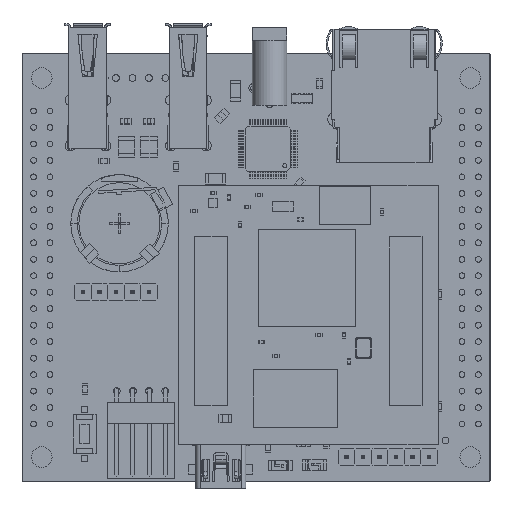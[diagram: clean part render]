
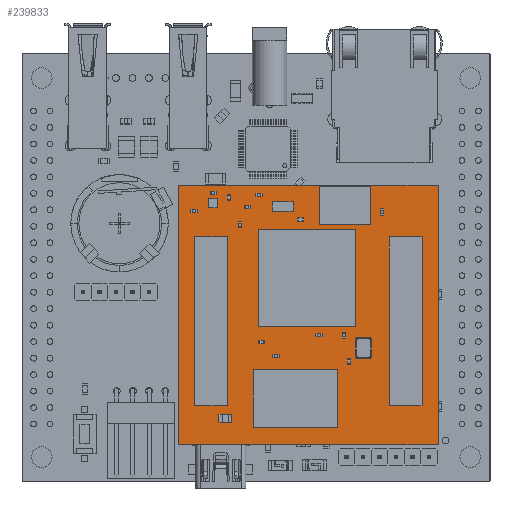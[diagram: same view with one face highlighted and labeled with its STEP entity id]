
A CAD part, top view. The second image highlights one B-rep face of the part: STEP entity #239833.
In plain terms, the highlighted planar face has unit normal (0, 0, 1).
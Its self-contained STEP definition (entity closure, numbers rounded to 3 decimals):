
#239519 = VERTEX_POINT('',#239520);
#239520 = CARTESIAN_POINT('',(0.,0.,1.537));
#239527 = PLANE('',#239528);
#239528 = AXIS2_PLACEMENT_3D('',#239529,#239530,#239531);
#239529 = CARTESIAN_POINT('',(0.,0.,0.));
#239530 = DIRECTION('',(0.,1.,0.));
#239531 = DIRECTION('',(1.,0.,0.));
#239539 = PLANE('',#239540);
#239540 = AXIS2_PLACEMENT_3D('',#239541,#239542,#239543);
#239541 = CARTESIAN_POINT('',(0.,40.,0.));
#239542 = DIRECTION('',(1.,0.,0.));
#239543 = DIRECTION('',(0.,-1.,0.));
#239551 = EDGE_CURVE('',#239519,#239552,#239554,.T.);
#239552 = VERTEX_POINT('',#239553);
#239553 = CARTESIAN_POINT('',(40.,0.,1.537));
#239554 = SURFACE_CURVE('',#239555,(#239559,#239566),.PCURVE_S1.);
#239555 = LINE('',#239556,#239557);
#239556 = CARTESIAN_POINT('',(0.,0.,1.537));
#239557 = VECTOR('',#239558,1.);
#239558 = DIRECTION('',(1.,0.,0.));
#239559 = PCURVE('',#239527,#239560);
#239560 = DEFINITIONAL_REPRESENTATION('',(#239561),#239565);
#239561 = LINE('',#239562,#239563);
#239562 = CARTESIAN_POINT('',(0.,-1.537));
#239563 = VECTOR('',#239564,1.);
#239564 = DIRECTION('',(1.,0.));
#239565 = ( GEOMETRIC_REPRESENTATION_CONTEXT(2) 
PARAMETRIC_REPRESENTATION_CONTEXT() REPRESENTATION_CONTEXT('2D SPACE',''
  ) );
#239566 = PCURVE('',#239567,#239572);
#239567 = PLANE('',#239568);
#239568 = AXIS2_PLACEMENT_3D('',#239569,#239570,#239571);
#239569 = CARTESIAN_POINT('',(0.,0.,1.537));
#239570 = DIRECTION('',(0.,0.,-1.));
#239571 = DIRECTION('',(-1.,0.,0.));
#239572 = DEFINITIONAL_REPRESENTATION('',(#239573),#239577);
#239573 = LINE('',#239574,#239575);
#239574 = CARTESIAN_POINT('',(0.,0.));
#239575 = VECTOR('',#239576,1.);
#239576 = DIRECTION('',(-1.,0.));
#239577 = ( GEOMETRIC_REPRESENTATION_CONTEXT(2) 
PARAMETRIC_REPRESENTATION_CONTEXT() REPRESENTATION_CONTEXT('2D SPACE',''
  ) );
#239595 = PLANE('',#239596);
#239596 = AXIS2_PLACEMENT_3D('',#239597,#239598,#239599);
#239597 = CARTESIAN_POINT('',(40.,0.,0.));
#239598 = DIRECTION('',(-1.,0.,0.));
#239599 = DIRECTION('',(0.,1.,0.));
#239637 = EDGE_CURVE('',#239552,#239638,#239640,.T.);
#239638 = VERTEX_POINT('',#239639);
#239639 = CARTESIAN_POINT('',(40.,40.,1.537));
#239640 = SURFACE_CURVE('',#239641,(#239645,#239652),.PCURVE_S1.);
#239641 = LINE('',#239642,#239643);
#239642 = CARTESIAN_POINT('',(40.,0.,1.537));
#239643 = VECTOR('',#239644,1.);
#239644 = DIRECTION('',(0.,1.,0.));
#239645 = PCURVE('',#239595,#239646);
#239646 = DEFINITIONAL_REPRESENTATION('',(#239647),#239651);
#239647 = LINE('',#239648,#239649);
#239648 = CARTESIAN_POINT('',(0.,-1.537));
#239649 = VECTOR('',#239650,1.);
#239650 = DIRECTION('',(1.,0.));
#239651 = ( GEOMETRIC_REPRESENTATION_CONTEXT(2) 
PARAMETRIC_REPRESENTATION_CONTEXT() REPRESENTATION_CONTEXT('2D SPACE',''
  ) );
#239652 = PCURVE('',#239567,#239653);
#239653 = DEFINITIONAL_REPRESENTATION('',(#239654),#239658);
#239654 = LINE('',#239655,#239656);
#239655 = CARTESIAN_POINT('',(-40.,0.));
#239656 = VECTOR('',#239657,1.);
#239657 = DIRECTION('',(0.,1.));
#239658 = ( GEOMETRIC_REPRESENTATION_CONTEXT(2) 
PARAMETRIC_REPRESENTATION_CONTEXT() REPRESENTATION_CONTEXT('2D SPACE',''
  ) );
#239676 = PLANE('',#239677);
#239677 = AXIS2_PLACEMENT_3D('',#239678,#239679,#239680);
#239678 = CARTESIAN_POINT('',(40.,40.,0.));
#239679 = DIRECTION('',(0.,-1.,0.));
#239680 = DIRECTION('',(-1.,0.,0.));
#239713 = EDGE_CURVE('',#239638,#239714,#239716,.T.);
#239714 = VERTEX_POINT('',#239715);
#239715 = CARTESIAN_POINT('',(0.,40.,1.537));
#239716 = SURFACE_CURVE('',#239717,(#239721,#239728),.PCURVE_S1.);
#239717 = LINE('',#239718,#239719);
#239718 = CARTESIAN_POINT('',(40.,40.,1.537));
#239719 = VECTOR('',#239720,1.);
#239720 = DIRECTION('',(-1.,0.,0.));
#239721 = PCURVE('',#239676,#239722);
#239722 = DEFINITIONAL_REPRESENTATION('',(#239723),#239727);
#239723 = LINE('',#239724,#239725);
#239724 = CARTESIAN_POINT('',(0.,-1.537));
#239725 = VECTOR('',#239726,1.);
#239726 = DIRECTION('',(1.,0.));
#239727 = ( GEOMETRIC_REPRESENTATION_CONTEXT(2) 
PARAMETRIC_REPRESENTATION_CONTEXT() REPRESENTATION_CONTEXT('2D SPACE',''
  ) );
#239728 = PCURVE('',#239567,#239729);
#239729 = DEFINITIONAL_REPRESENTATION('',(#239730),#239734);
#239730 = LINE('',#239731,#239732);
#239731 = CARTESIAN_POINT('',(-40.,40.));
#239732 = VECTOR('',#239733,1.);
#239733 = DIRECTION('',(1.,0.));
#239734 = ( GEOMETRIC_REPRESENTATION_CONTEXT(2) 
PARAMETRIC_REPRESENTATION_CONTEXT() REPRESENTATION_CONTEXT('2D SPACE',''
  ) );
#239784 = EDGE_CURVE('',#239714,#239519,#239785,.T.);
#239785 = SURFACE_CURVE('',#239786,(#239790,#239797),.PCURVE_S1.);
#239786 = LINE('',#239787,#239788);
#239787 = CARTESIAN_POINT('',(0.,40.,1.537));
#239788 = VECTOR('',#239789,1.);
#239789 = DIRECTION('',(0.,-1.,0.));
#239790 = PCURVE('',#239539,#239791);
#239791 = DEFINITIONAL_REPRESENTATION('',(#239792),#239796);
#239792 = LINE('',#239793,#239794);
#239793 = CARTESIAN_POINT('',(0.,-1.537));
#239794 = VECTOR('',#239795,1.);
#239795 = DIRECTION('',(1.,0.));
#239796 = ( GEOMETRIC_REPRESENTATION_CONTEXT(2) 
PARAMETRIC_REPRESENTATION_CONTEXT() REPRESENTATION_CONTEXT('2D SPACE',''
  ) );
#239797 = PCURVE('',#239567,#239798);
#239798 = DEFINITIONAL_REPRESENTATION('',(#239799),#239803);
#239799 = LINE('',#239800,#239801);
#239800 = CARTESIAN_POINT('',(0.,40.));
#239801 = VECTOR('',#239802,1.);
#239802 = DIRECTION('',(0.,-1.));
#239803 = ( GEOMETRIC_REPRESENTATION_CONTEXT(2) 
PARAMETRIC_REPRESENTATION_CONTEXT() REPRESENTATION_CONTEXT('2D SPACE',''
  ) );
#239833 = ADVANCED_FACE('',(#239834),#239567,.F.);
#239834 = FACE_BOUND('',#239835,.T.);
#239835 = EDGE_LOOP('',(#239836,#239837,#239838,#239839));
#239836 = ORIENTED_EDGE('',*,*,#239551,.T.);
#239837 = ORIENTED_EDGE('',*,*,#239637,.T.);
#239838 = ORIENTED_EDGE('',*,*,#239713,.T.);
#239839 = ORIENTED_EDGE('',*,*,#239784,.T.);
